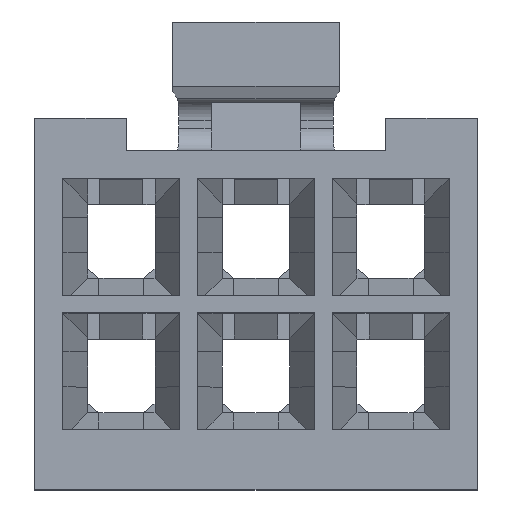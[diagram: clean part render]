
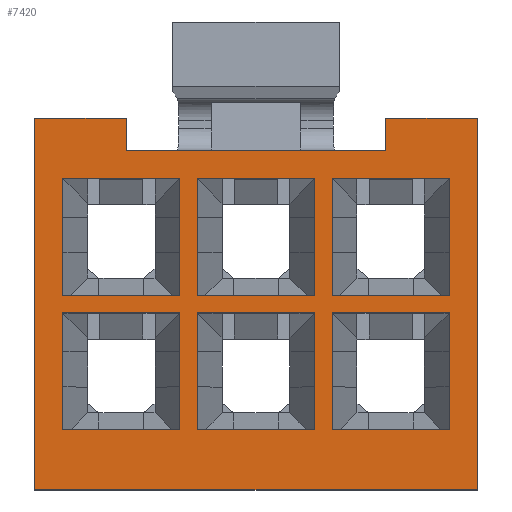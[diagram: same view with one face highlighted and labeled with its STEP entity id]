
A CAD part, top view. The second image highlights one B-rep face of the part: STEP entity #7420.
In plain terms, the highlighted planar face has unit normal (0, 0, 1).
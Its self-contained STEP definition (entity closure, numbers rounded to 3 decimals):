
#174=ORIENTED_EDGE('',*,*,#2344,.T.);
#175=ORIENTED_EDGE('',*,*,#2345,.T.);
#176=ORIENTED_EDGE('',*,*,#2346,.T.);
#177=ORIENTED_EDGE('',*,*,#2347,.T.);
#178=ORIENTED_EDGE('',*,*,#2348,.T.);
#179=ORIENTED_EDGE('',*,*,#2349,.T.);
#180=ORIENTED_EDGE('',*,*,#2350,.T.);
#181=ORIENTED_EDGE('',*,*,#2351,.T.);
#182=ORIENTED_EDGE('',*,*,#2352,.T.);
#183=ORIENTED_EDGE('',*,*,#2353,.T.);
#184=ORIENTED_EDGE('',*,*,#2354,.T.);
#185=ORIENTED_EDGE('',*,*,#2355,.T.);
#186=ORIENTED_EDGE('',*,*,#2356,.F.);
#187=ORIENTED_EDGE('',*,*,#2357,.F.);
#188=ORIENTED_EDGE('',*,*,#2358,.T.);
#189=ORIENTED_EDGE('',*,*,#2359,.F.);
#190=ORIENTED_EDGE('',*,*,#2360,.T.);
#191=ORIENTED_EDGE('',*,*,#2273,.T.);
#192=ORIENTED_EDGE('',*,*,#2361,.F.);
#193=ORIENTED_EDGE('',*,*,#2362,.F.);
#194=ORIENTED_EDGE('',*,*,#2363,.T.);
#195=ORIENTED_EDGE('',*,*,#2364,.T.);
#196=ORIENTED_EDGE('',*,*,#2365,.T.);
#197=ORIENTED_EDGE('',*,*,#2366,.T.);
#198=ORIENTED_EDGE('',*,*,#2367,.T.);
#199=ORIENTED_EDGE('',*,*,#2368,.T.);
#200=ORIENTED_EDGE('',*,*,#2369,.T.);
#201=ORIENTED_EDGE('',*,*,#2370,.T.);
#202=ORIENTED_EDGE('',*,*,#2371,.T.);
#203=ORIENTED_EDGE('',*,*,#2372,.T.);
#204=ORIENTED_EDGE('',*,*,#2373,.T.);
#205=ORIENTED_EDGE('',*,*,#2374,.T.);
#2273=EDGE_CURVE('',#3362,#3361,#4045,.T.);
#2344=EDGE_CURVE('',#3424,#3425,#4116,.T.);
#2345=EDGE_CURVE('',#3425,#3426,#4117,.T.);
#2346=EDGE_CURVE('',#3426,#3427,#4118,.T.);
#2347=EDGE_CURVE('',#3427,#3424,#4119,.T.);
#2348=EDGE_CURVE('',#3428,#3429,#4120,.T.);
#2349=EDGE_CURVE('',#3429,#3430,#4121,.T.);
#2350=EDGE_CURVE('',#3430,#3431,#4122,.T.);
#2351=EDGE_CURVE('',#3431,#3428,#4123,.T.);
#2352=EDGE_CURVE('',#3432,#3433,#4124,.T.);
#2353=EDGE_CURVE('',#3433,#3434,#4125,.T.);
#2354=EDGE_CURVE('',#3434,#3435,#4126,.T.);
#2355=EDGE_CURVE('',#3435,#3432,#4127,.T.);
#2356=EDGE_CURVE('',#3436,#3437,#4128,.T.);
#2357=EDGE_CURVE('',#3438,#3436,#4129,.T.);
#2358=EDGE_CURVE('',#3438,#3439,#4130,.T.);
#2359=EDGE_CURVE('',#3440,#3439,#4131,.T.);
#2360=EDGE_CURVE('',#3440,#3362,#4132,.T.);
#2361=EDGE_CURVE('',#3441,#3361,#4133,.T.);
#2362=EDGE_CURVE('',#3437,#3441,#4134,.T.);
#2363=EDGE_CURVE('',#3442,#3443,#4135,.T.);
#2364=EDGE_CURVE('',#3443,#3444,#4136,.T.);
#2365=EDGE_CURVE('',#3444,#3445,#4137,.T.);
#2366=EDGE_CURVE('',#3445,#3442,#4138,.T.);
#2367=EDGE_CURVE('',#3446,#3447,#4139,.T.);
#2368=EDGE_CURVE('',#3447,#3448,#4140,.T.);
#2369=EDGE_CURVE('',#3448,#3449,#4141,.T.);
#2370=EDGE_CURVE('',#3449,#3446,#4142,.T.);
#2371=EDGE_CURVE('',#3450,#3451,#4143,.T.);
#2372=EDGE_CURVE('',#3451,#3452,#4144,.T.);
#2373=EDGE_CURVE('',#3452,#3453,#4145,.T.);
#2374=EDGE_CURVE('',#3453,#3450,#4146,.T.);
#3361=VERTEX_POINT('',#10289);
#3362=VERTEX_POINT('',#10291);
#3424=VERTEX_POINT('',#10437);
#3425=VERTEX_POINT('',#10438);
#3426=VERTEX_POINT('',#10440);
#3427=VERTEX_POINT('',#10442);
#3428=VERTEX_POINT('',#10445);
#3429=VERTEX_POINT('',#10446);
#3430=VERTEX_POINT('',#10448);
#3431=VERTEX_POINT('',#10450);
#3432=VERTEX_POINT('',#10453);
#3433=VERTEX_POINT('',#10454);
#3434=VERTEX_POINT('',#10456);
#3435=VERTEX_POINT('',#10458);
#3436=VERTEX_POINT('',#10461);
#3437=VERTEX_POINT('',#10462);
#3438=VERTEX_POINT('',#10464);
#3439=VERTEX_POINT('',#10466);
#3440=VERTEX_POINT('',#10468);
#3441=VERTEX_POINT('',#10471);
#3442=VERTEX_POINT('',#10474);
#3443=VERTEX_POINT('',#10475);
#3444=VERTEX_POINT('',#10477);
#3445=VERTEX_POINT('',#10479);
#3446=VERTEX_POINT('',#10482);
#3447=VERTEX_POINT('',#10483);
#3448=VERTEX_POINT('',#10485);
#3449=VERTEX_POINT('',#10487);
#3450=VERTEX_POINT('',#10490);
#3451=VERTEX_POINT('',#10491);
#3452=VERTEX_POINT('',#10493);
#3453=VERTEX_POINT('',#10495);
#4045=LINE('',#10290,#5109);
#4116=LINE('',#10436,#5180);
#4117=LINE('',#10439,#5181);
#4118=LINE('',#10441,#5182);
#4119=LINE('',#10443,#5183);
#4120=LINE('',#10444,#5184);
#4121=LINE('',#10447,#5185);
#4122=LINE('',#10449,#5186);
#4123=LINE('',#10451,#5187);
#4124=LINE('',#10452,#5188);
#4125=LINE('',#10455,#5189);
#4126=LINE('',#10457,#5190);
#4127=LINE('',#10459,#5191);
#4128=LINE('',#10460,#5192);
#4129=LINE('',#10463,#5193);
#4130=LINE('',#10465,#5194);
#4131=LINE('',#10467,#5195);
#4132=LINE('',#10469,#5196);
#4133=LINE('',#10470,#5197);
#4134=LINE('',#10472,#5198);
#4135=LINE('',#10473,#5199);
#4136=LINE('',#10476,#5200);
#4137=LINE('',#10478,#5201);
#4138=LINE('',#10480,#5202);
#4139=LINE('',#10481,#5203);
#4140=LINE('',#10484,#5204);
#4141=LINE('',#10486,#5205);
#4142=LINE('',#10488,#5206);
#4143=LINE('',#10489,#5207);
#4144=LINE('',#10492,#5208);
#4145=LINE('',#10494,#5209);
#4146=LINE('',#10496,#5210);
#5109=VECTOR('',#8320,1000.);
#5180=VECTOR('',#8417,1000.);
#5181=VECTOR('',#8418,1000.);
#5182=VECTOR('',#8419,1000.);
#5183=VECTOR('',#8420,1000.);
#5184=VECTOR('',#8421,1000.);
#5185=VECTOR('',#8422,1000.);
#5186=VECTOR('',#8423,1000.);
#5187=VECTOR('',#8424,1000.);
#5188=VECTOR('',#8425,1000.);
#5189=VECTOR('',#8426,1000.);
#5190=VECTOR('',#8427,1000.);
#5191=VECTOR('',#8428,1000.);
#5192=VECTOR('',#8429,1000.);
#5193=VECTOR('',#8430,1000.);
#5194=VECTOR('',#8431,1000.);
#5195=VECTOR('',#8432,1000.);
#5196=VECTOR('',#8433,1000.);
#5197=VECTOR('',#8434,1000.);
#5198=VECTOR('',#8435,1000.);
#5199=VECTOR('',#8436,1000.);
#5200=VECTOR('',#8437,1000.);
#5201=VECTOR('',#8438,1000.);
#5202=VECTOR('',#8439,1000.);
#5203=VECTOR('',#8440,1000.);
#5204=VECTOR('',#8441,1000.);
#5205=VECTOR('',#8442,1000.);
#5206=VECTOR('',#8443,1000.);
#5207=VECTOR('',#8444,1000.);
#5208=VECTOR('',#8445,1000.);
#5209=VECTOR('',#8446,1000.);
#5210=VECTOR('',#8447,1000.);
#6158=EDGE_LOOP('',(#174,#175,#176,#177));
#6159=EDGE_LOOP('',(#178,#179,#180,#181));
#6160=EDGE_LOOP('',(#182,#183,#184,#185));
#6161=EDGE_LOOP('',(#186,#187,#188,#189,#190,#191,#192,#193));
#6162=EDGE_LOOP('',(#194,#195,#196,#197));
#6163=EDGE_LOOP('',(#198,#199,#200,#201));
#6164=EDGE_LOOP('',(#202,#203,#204,#205));
#6590=FACE_BOUND('',#6158,.T.);
#6591=FACE_BOUND('',#6159,.T.);
#6592=FACE_BOUND('',#6160,.T.);
#6593=FACE_BOUND('',#6161,.T.);
#6594=FACE_BOUND('',#6162,.T.);
#6595=FACE_BOUND('',#6163,.T.);
#6596=FACE_BOUND('',#6164,.T.);
#7019=PLANE('',#7847);
#7420=ADVANCED_FACE('',(#6590,#6591,#6592,#6593,#6594,#6595,#6596),#7019,
 .T.);
#7847=AXIS2_PLACEMENT_3D('',#10435,#8415,#8416);
#8320=DIRECTION('',(-1.,0.,0.));
#8415=DIRECTION('',(0.,0.,1.));
#8416=DIRECTION('',(1.,0.,0.));
#8417=DIRECTION('',(-1.,0.,0.));
#8418=DIRECTION('',(0.,1.,0.));
#8419=DIRECTION('',(1.,0.,0.));
#8420=DIRECTION('',(0.,-1.,0.));
#8421=DIRECTION('',(-1.,0.,0.));
#8422=DIRECTION('',(0.,1.,0.));
#8423=DIRECTION('',(1.,0.,0.));
#8424=DIRECTION('',(0.,-1.,0.));
#8425=DIRECTION('',(-1.,0.,0.));
#8426=DIRECTION('',(0.,1.,0.));
#8427=DIRECTION('',(1.,0.,0.));
#8428=DIRECTION('',(0.,-1.,0.));
#8429=DIRECTION('',(0.,1.,0.));
#8430=DIRECTION('',(-1.,0.,0.));
#8431=DIRECTION('',(0.,1.,0.));
#8432=DIRECTION('',(1.,0.,0.));
#8433=DIRECTION('',(0.,-1.,0.));
#8434=DIRECTION('',(0.,-1.,0.));
#8435=DIRECTION('',(1.,0.,0.));
#8436=DIRECTION('',(-1.,0.,0.));
#8437=DIRECTION('',(0.,1.,0.));
#8438=DIRECTION('',(1.,0.,0.));
#8439=DIRECTION('',(0.,-1.,0.));
#8440=DIRECTION('',(-1.,0.,0.));
#8441=DIRECTION('',(0.,1.,0.));
#8442=DIRECTION('',(1.,0.,0.));
#8443=DIRECTION('',(0.,-1.,0.));
#8444=DIRECTION('',(-1.,0.,0.));
#8445=DIRECTION('',(0.,1.,0.));
#8446=DIRECTION('',(1.,0.,0.));
#8447=DIRECTION('',(0.,-1.,0.));
#10289=CARTESIAN_POINT('',(-4.05,4.8,5.35));
#10290=CARTESIAN_POINT('',(6.9,4.8,5.35));
#10291=CARTESIAN_POINT('',(4.05,4.8,5.35));
#10435=CARTESIAN_POINT('',(6.9,-4.8,5.35));
#10436=CARTESIAN_POINT('',(6.025,0.275,5.35));
#10437=CARTESIAN_POINT('',(6.025,0.275,5.35));
#10438=CARTESIAN_POINT('',(2.375,0.275,5.35));
#10439=CARTESIAN_POINT('',(2.375,0.275,5.35));
#10440=CARTESIAN_POINT('',(2.375,3.925,5.35));
#10441=CARTESIAN_POINT('',(2.375,3.925,5.35));
#10442=CARTESIAN_POINT('',(6.025,3.925,5.35));
#10443=CARTESIAN_POINT('',(6.025,3.925,5.35));
#10444=CARTESIAN_POINT('',(1.825,0.275,5.35));
#10445=CARTESIAN_POINT('',(1.825,0.275,5.35));
#10446=CARTESIAN_POINT('',(-1.825,0.275,5.35));
#10447=CARTESIAN_POINT('',(-1.825,0.275,5.35));
#10448=CARTESIAN_POINT('',(-1.825,3.925,5.35));
#10449=CARTESIAN_POINT('',(-1.825,3.925,5.35));
#10450=CARTESIAN_POINT('',(1.825,3.925,5.35));
#10451=CARTESIAN_POINT('',(1.825,3.925,5.35));
#10452=CARTESIAN_POINT('',(-2.375,0.275,5.35));
#10453=CARTESIAN_POINT('',(-2.375,0.275,5.35));
#10454=CARTESIAN_POINT('',(-6.025,0.275,5.35));
#10455=CARTESIAN_POINT('',(-6.025,0.275,5.35));
#10456=CARTESIAN_POINT('',(-6.025,3.925,5.35));
#10457=CARTESIAN_POINT('',(-6.025,3.925,5.35));
#10458=CARTESIAN_POINT('',(-2.375,3.925,5.35));
#10459=CARTESIAN_POINT('',(-2.375,3.925,5.35));
#10460=CARTESIAN_POINT('',(-6.9,-4.8,5.35));
#10461=CARTESIAN_POINT('',(-6.9,-5.8,5.35));
#10462=CARTESIAN_POINT('',(-6.9,5.8,5.35));
#10463=CARTESIAN_POINT('',(6.9,-5.8,5.35));
#10464=CARTESIAN_POINT('',(6.9,-5.8,5.35));
#10465=CARTESIAN_POINT('',(6.9,-4.8,5.35));
#10466=CARTESIAN_POINT('',(6.9,5.8,5.35));
#10467=CARTESIAN_POINT('',(4.05,5.8,5.35));
#10468=CARTESIAN_POINT('',(4.05,5.8,5.35));
#10469=CARTESIAN_POINT('',(4.05,5.8,5.35));
#10470=CARTESIAN_POINT('',(-4.05,5.8,5.35));
#10471=CARTESIAN_POINT('',(-4.05,5.8,5.35));
#10472=CARTESIAN_POINT('',(-6.9,5.8,5.35));
#10473=CARTESIAN_POINT('',(-2.375,-3.925,5.35));
#10474=CARTESIAN_POINT('',(-2.375,-3.925,5.35));
#10475=CARTESIAN_POINT('',(-6.025,-3.925,5.35));
#10476=CARTESIAN_POINT('',(-6.025,-3.925,5.35));
#10477=CARTESIAN_POINT('',(-6.025,-0.275,5.35));
#10478=CARTESIAN_POINT('',(-6.025,-0.275,5.35));
#10479=CARTESIAN_POINT('',(-2.375,-0.275,5.35));
#10480=CARTESIAN_POINT('',(-2.375,-0.275,5.35));
#10481=CARTESIAN_POINT('',(1.825,-3.925,5.35));
#10482=CARTESIAN_POINT('',(1.825,-3.925,5.35));
#10483=CARTESIAN_POINT('',(-1.825,-3.925,5.35));
#10484=CARTESIAN_POINT('',(-1.825,-3.925,5.35));
#10485=CARTESIAN_POINT('',(-1.825,-0.275,5.35));
#10486=CARTESIAN_POINT('',(-1.825,-0.275,5.35));
#10487=CARTESIAN_POINT('',(1.825,-0.275,5.35));
#10488=CARTESIAN_POINT('',(1.825,-0.275,5.35));
#10489=CARTESIAN_POINT('',(6.025,-3.925,5.35));
#10490=CARTESIAN_POINT('',(6.025,-3.925,5.35));
#10491=CARTESIAN_POINT('',(2.375,-3.925,5.35));
#10492=CARTESIAN_POINT('',(2.375,-3.925,5.35));
#10493=CARTESIAN_POINT('',(2.375,-0.275,5.35));
#10494=CARTESIAN_POINT('',(2.375,-0.275,5.35));
#10495=CARTESIAN_POINT('',(6.025,-0.275,5.35));
#10496=CARTESIAN_POINT('',(6.025,-0.275,5.35));
